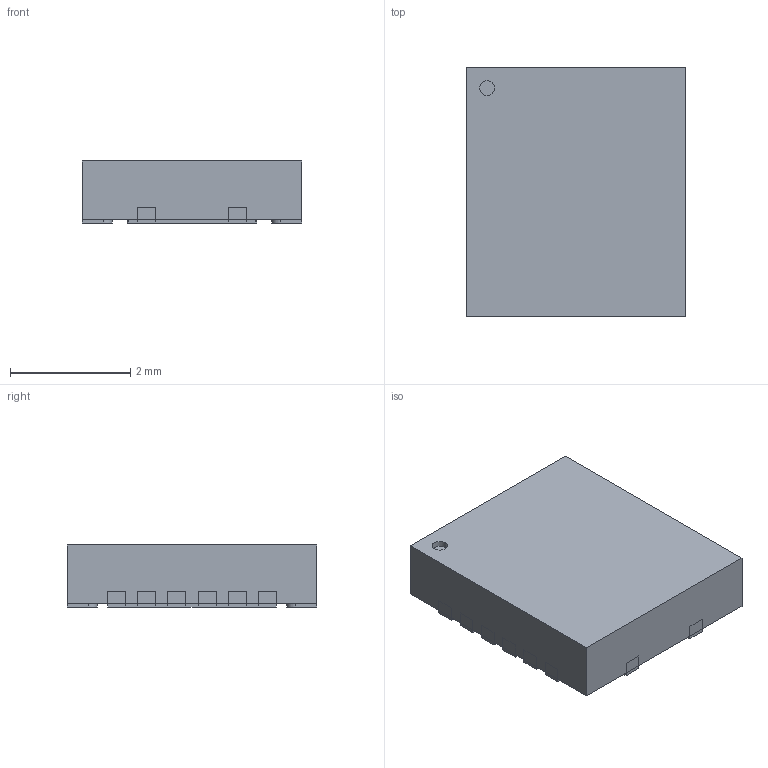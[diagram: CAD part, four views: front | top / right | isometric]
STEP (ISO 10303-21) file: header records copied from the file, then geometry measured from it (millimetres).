
FILE_DESCRIPTION(('FreeCAD Model'),'2;1');
FILE_NAME('User_Library_16VQFN018_cp.step', '2020-07-27T15:58:18',('kicad StepUp'),('ksu MCAD'), 'Open CASCADE STEP processor 7.4','FreeCAD','Unknown');
FILE_SCHEMA(('AUTOMOTIVE_DESIGN { 1 0 10303 214 1 1 1 1 }'));
Length unit declared in the file: millimetre
Products named in the file (1): User_Library_16VQFN018_cp
Bounding box: 3.65 x 4.15 x 1.03 mm (x, y, z)
Surface area: 69.8 mm2
Topology: 18 solids, 18 shells, 121 faces, 252 edges, 168 vertices
Faces by surface type: plane 93, cylinder 28
Entity records: 4029 total; most frequent: DIRECTION 552, CARTESIAN_POINT 542, ORIENTED_EDGE 504, EDGE_CURVE 252, LINE 196, VECTOR 196, AXIS2_PLACEMENT_3D 178, VERTEX_POINT 168
